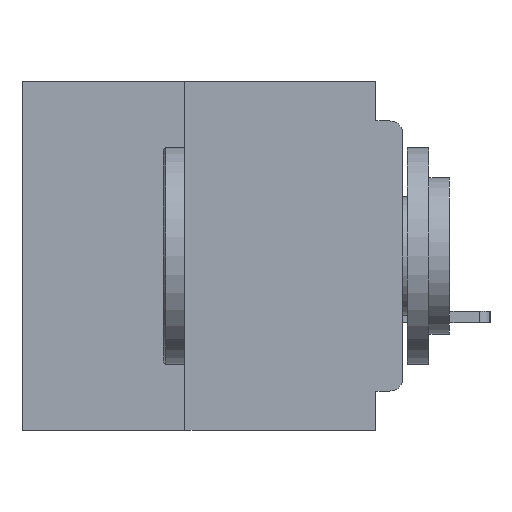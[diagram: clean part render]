
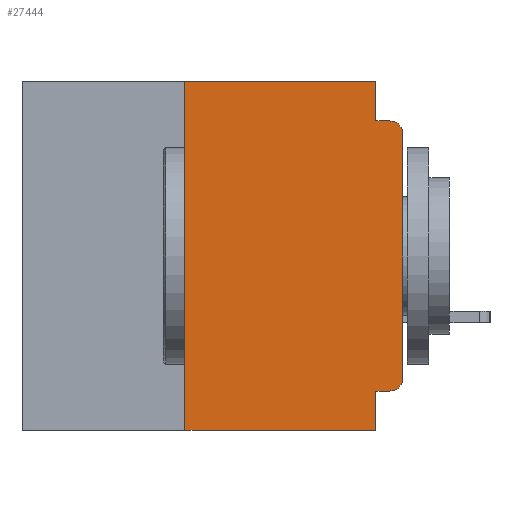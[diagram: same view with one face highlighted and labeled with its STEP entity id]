
A CAD part, left-side view. The second image highlights one B-rep face of the part: STEP entity #27444.
In plain terms, the highlighted planar face has unit normal (-1, 0, 0).
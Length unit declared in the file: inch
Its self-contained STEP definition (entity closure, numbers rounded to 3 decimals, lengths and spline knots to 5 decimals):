
#79 = VECTOR ( 'NONE', #28131, 39.37008 ) ;
#655 = DIRECTION ( 'NONE',  ( 0., -1., 0. ) ) ;
#2107 = CARTESIAN_POINT ( 'NONE',  ( 0., 0., -0.355 ) ) ;
#5321 = DIRECTION ( 'NONE',  ( 0., -1., 0. ) ) ;
#5649 = VERTEX_POINT ( 'NONE', #18006 ) ;
#5739 = VECTOR ( 'NONE', #30099, 39.37008 ) ;
#6436 = CARTESIAN_POINT ( 'NONE',  ( 0., 0.015, -0.34 ) ) ;
#7097 = CARTESIAN_POINT ( 'NONE',  ( 0., 0.25, 0. ) ) ;
#7416 = VECTOR ( 'NONE', #23921, 39.37008 ) ;
#8281 = VERTEX_POINT ( 'NONE', #22882 ) ;
#8468 = CARTESIAN_POINT ( 'NONE',  ( 0., 0.437, -0.4 ) ) ;
#8508 = EDGE_CURVE ( 'NONE', #39339, #14233, #23941, .T. ) ;
#8519 = CARTESIAN_POINT ( 'NONE',  ( 0., 0.031, -0.355 ) ) ;
#9554 = DIRECTION ( 'NONE',  ( 0., 0., -1. ) ) ;
#12486 = VECTOR ( 'NONE', #21832, 39.37008 ) ;
#13065 = ORIENTED_EDGE ( 'NONE', *, *, #33608, .T. ) ;
#13637 = VERTEX_POINT ( 'NONE', #8519 ) ;
#13657 = CARTESIAN_POINT ( 'NONE',  ( 0., 0.437, 0. ) ) ;
#14233 = VERTEX_POINT ( 'NONE', #20725 ) ;
#14392 = CARTESIAN_POINT ( 'NONE',  ( 0., 0.015, -0.06 ) ) ;
#15152 = VECTOR ( 'NONE', #5321, 39.37008 ) ;
#15558 = LINE ( 'NONE', #31538, #22874 ) ;
#15882 = ORIENTED_EDGE ( 'NONE', *, *, #25283, .F. ) ;
#15996 = ORIENTED_EDGE ( 'NONE', *, *, #26618, .F. ) ;
#16049 = CARTESIAN_POINT ( 'NONE',  ( 0., 0.25, -0.4 ) ) ;
#16586 = EDGE_CURVE ( 'NONE', #14233, #36981, #35097, .T. ) ;
#16630 = LINE ( 'NONE', #25033, #79 ) ;
#16759 = DIRECTION ( 'NONE',  ( 1., 0., 0. ) ) ;
#17501 = DIRECTION ( 'NONE',  ( 0., 0., -1. ) ) ;
#18006 = CARTESIAN_POINT ( 'NONE',  ( 0., 0.031, -0.045 ) ) ;
#19787 = LINE ( 'NONE', #37144, #12486 ) ;
#20018 = EDGE_CURVE ( 'NONE', #22094, #8281, #15558, .T. ) ;
#20296 = ORIENTED_EDGE ( 'NONE', *, *, #27620, .F. ) ;
#20725 = CARTESIAN_POINT ( 'NONE',  ( 0., 0., -0.06 ) ) ;
#20802 = CARTESIAN_POINT ( 'NONE',  ( 0., 0., -0.045 ) ) ;
#20806 = CARTESIAN_POINT ( 'NONE',  ( 0., 0., 0. ) ) ;
#21304 = ORIENTED_EDGE ( 'NONE', *, *, #21967, .T. ) ;
#21673 = FACE_OUTER_BOUND ( 'NONE', #38606, .T. ) ;
#21832 = DIRECTION ( 'NONE',  ( 0., 0., 1. ) ) ;
#21967 = EDGE_CURVE ( 'NONE', #27348, #39339, #39479, .T. ) ;
#22094 = VERTEX_POINT ( 'NONE', #7097 ) ;
#22874 = VECTOR ( 'NONE', #655, 39.37008 ) ;
#22882 = CARTESIAN_POINT ( 'NONE',  ( 0., 0.031, 0. ) ) ;
#23806 = DIRECTION ( 'NONE',  ( 0., 1., 0. ) ) ;
#23921 = DIRECTION ( 'NONE',  ( 0., 0., 1. ) ) ;
#23941 = LINE ( 'NONE', #20806, #7416 ) ;
#24057 = VECTOR ( 'NONE', #23806, 39.37008 ) ;
#25033 = CARTESIAN_POINT ( 'NONE',  ( 0., 0.031, -0.4 ) ) ;
#25283 = EDGE_CURVE ( 'NONE', #8281, #5649, #30452, .T. ) ;
#26618 = EDGE_CURVE ( 'NONE', #27949, #22094, #19787, .T. ) ;
#26995 = CARTESIAN_POINT ( 'NONE',  ( 0., 0., -0.34 ) ) ;
#27060 = DIRECTION ( 'NONE',  ( 0., -1., 0. ) ) ;
#27348 = VERTEX_POINT ( 'NONE', #28536 ) ;
#27444 = ADVANCED_FACE ( 'NONE', ( #21673 ), #35231, .F. ) ;
#27475 = ORIENTED_EDGE ( 'NONE', *, *, #31598, .F. ) ;
#27620 = EDGE_CURVE ( 'NONE', #27348, #13637, #39404, .T. ) ;
#27686 = ORIENTED_EDGE ( 'NONE', *, *, #20018, .F. ) ;
#27949 = VERTEX_POINT ( 'NONE', #16049 ) ;
#28123 = DIRECTION ( 'NONE',  ( -1., 0., 0. ) ) ;
#28131 = DIRECTION ( 'NONE',  ( 0., 0., -1. ) ) ;
#28139 = VECTOR ( 'NONE', #27060, 39.37008 ) ;
#28536 = CARTESIAN_POINT ( 'NONE',  ( 0., 0.015, -0.355 ) ) ;
#28576 = ORIENTED_EDGE ( 'NONE', *, *, #16586, .T. ) ;
#28674 = VERTEX_POINT ( 'NONE', #35269 ) ;
#28809 = AXIS2_PLACEMENT_3D ( 'NONE', #6436, #28123, #9554 ) ;
#29091 = LINE ( 'NONE', #8468, #28139 ) ;
#29972 = CARTESIAN_POINT ( 'NONE',  ( 0., 0.031, 0. ) ) ;
#30077 = ORIENTED_EDGE ( 'NONE', *, *, #8508, .T. ) ;
#30099 = DIRECTION ( 'NONE',  ( 0., 0., -1. ) ) ;
#30452 = LINE ( 'NONE', #29972, #5739 ) ;
#31045 = CARTESIAN_POINT ( 'NONE',  ( 0., 0.015, -0.045 ) ) ;
#31538 = CARTESIAN_POINT ( 'NONE',  ( 0., 0.437, 0. ) ) ;
#31598 = EDGE_CURVE ( 'NONE', #13637, #28674, #16630, .T. ) ;
#32457 = EDGE_CURVE ( 'NONE', #5649, #36981, #39742, .T. ) ;
#33608 = EDGE_CURVE ( 'NONE', #27949, #28674, #29091, .T. ) ;
#34549 = ORIENTED_EDGE ( 'NONE', *, *, #32457, .F. ) ;
#35097 = CIRCLE ( 'NONE', #38891, 0.015 ) ;
#35231 = PLANE ( 'NONE',  #36156 ) ;
#35269 = CARTESIAN_POINT ( 'NONE',  ( 0., 0.031, -0.4 ) ) ;
#35976 = DIRECTION ( 'NONE',  ( -1., 0., 0. ) ) ;
#36156 = AXIS2_PLACEMENT_3D ( 'NONE', #13657, #16759, #38315 ) ;
#36981 = VERTEX_POINT ( 'NONE', #31045 ) ;
#37144 = CARTESIAN_POINT ( 'NONE',  ( 0., 0.25, -0.4 ) ) ;
#38315 = DIRECTION ( 'NONE',  ( 0., 0., -1. ) ) ;
#38606 = EDGE_LOOP ( 'NONE', ( #30077, #28576, #34549, #15882, #27686, #15996, #13065, #27475, #20296, #21304 ) ) ;
#38891 = AXIS2_PLACEMENT_3D ( 'NONE', #14392, #35976, #17501 ) ;
#39339 = VERTEX_POINT ( 'NONE', #26995 ) ;
#39404 = LINE ( 'NONE', #2107, #24057 ) ;
#39479 = CIRCLE ( 'NONE', #28809, 0.015 ) ;
#39742 = LINE ( 'NONE', #20802, #15152 ) ;
